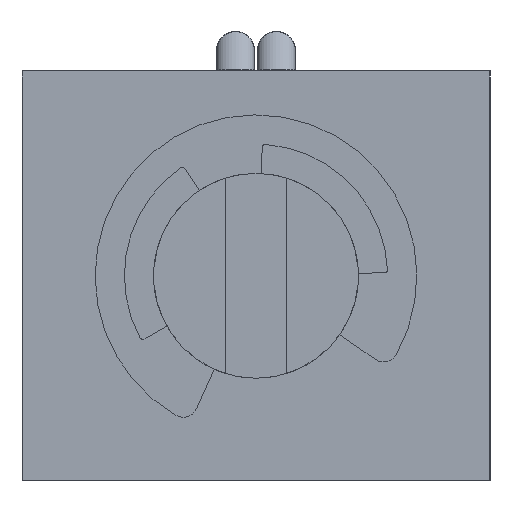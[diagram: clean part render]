
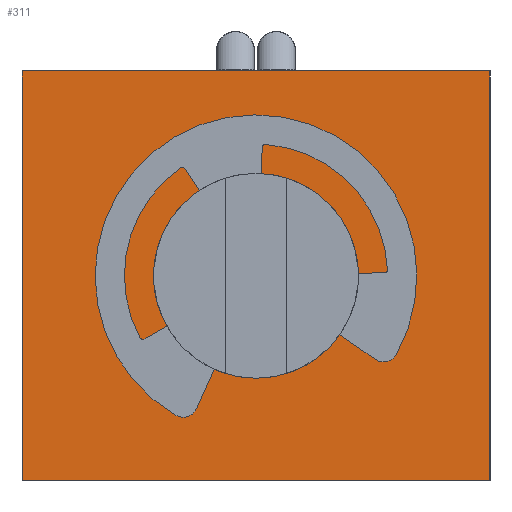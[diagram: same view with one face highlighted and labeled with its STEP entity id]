
A CAD part, left-side view. The second image highlights one B-rep face of the part: STEP entity #311.
In plain terms, the highlighted planar face has unit normal (-1, 0, 0).
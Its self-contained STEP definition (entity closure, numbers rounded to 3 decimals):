
#311 = ADVANCED_FACE( '', ( #600, #601 ), #602, .F. );
#600 = FACE_BOUND( '', #874, .T. );
#601 = FACE_OUTER_BOUND( '', #875, .T. );
#602 = PLANE( '', #876 );
#874 = EDGE_LOOP( '', ( #1364 ) );
#875 = EDGE_LOOP( '', ( #1365, #1366, #1367, #1368 ) );
#876 = AXIS2_PLACEMENT_3D( '', #1369, #1370, #1371 );
#1364 = ORIENTED_EDGE( '', *, *, #1645, .T. );
#1365 = ORIENTED_EDGE( '', *, *, #1593, .T. );
#1366 = ORIENTED_EDGE( '', *, *, #1628, .F. );
#1367 = ORIENTED_EDGE( '', *, *, #1514, .F. );
#1368 = ORIENTED_EDGE( '', *, *, #1521, .T. );
#1369 = CARTESIAN_POINT( '', ( -15.1, 16., -7. ) );
#1370 = DIRECTION( '', ( 1., 0., 0. ) );
#1371 = DIRECTION( '', ( 0., 0., -1. ) );
#1514 = EDGE_CURVE( '', #1746, #1748, #1749, .T. );
#1521 = EDGE_CURVE( '', #1746, #1758, #1760, .T. );
#1593 = EDGE_CURVE( '', #1758, #1869, #1871, .T. );
#1628 = EDGE_CURVE( '', #1748, #1869, #1919, .T. );
#1645 = EDGE_CURVE( '', #1941, #1941, #1942, .T. );
#1746 = VERTEX_POINT( '', #2058 );
#1748 = VERTEX_POINT( '', #2061 );
#1749 = LINE( '', #2062, #2063 );
#1758 = VERTEX_POINT( '', #2073 );
#1760 = LINE( '', #2076, #2077 );
#1869 = VERTEX_POINT( '', #2314 );
#1871 = LINE( '', #2317, #2318 );
#1919 = LINE( '', #2402, #2403 );
#1941 = VERTEX_POINT( '', #2427 );
#1942 = CIRCLE( '', #2428, 3.5 );
#2058 = CARTESIAN_POINT( '', ( -15.1, 16., -7. ) );
#2061 = CARTESIAN_POINT( '', ( -15.1, 16., 7. ) );
#2062 = CARTESIAN_POINT( '', ( -15.1, 16., -7. ) );
#2063 = VECTOR( '', #2537, 1000. );
#2073 = CARTESIAN_POINT( '', ( -15.1, 0., -7. ) );
#2076 = CARTESIAN_POINT( '', ( -15.1, 16., -7. ) );
#2077 = VECTOR( '', #2546, 1000. );
#2314 = CARTESIAN_POINT( '', ( -15.1, 0., 7. ) );
#2317 = CARTESIAN_POINT( '', ( -15.1, 0., -7. ) );
#2318 = VECTOR( '', #2639, 1000. );
#2402 = CARTESIAN_POINT( '', ( -15.1, 16., 7. ) );
#2403 = VECTOR( '', #2674, 1000. );
#2427 = CARTESIAN_POINT( '', ( -15.1, 8., -3.5 ) );
#2428 = AXIS2_PLACEMENT_3D( '', #2695, #2696, #2697 );
#2537 = DIRECTION( '', ( 0., 0., 1. ) );
#2546 = DIRECTION( '', ( 0., -1., 0. ) );
#2639 = DIRECTION( '', ( 0., 0., 1. ) );
#2674 = DIRECTION( '', ( 0., -1., 0. ) );
#2695 = CARTESIAN_POINT( '', ( -15.1, 8., 0. ) );
#2696 = DIRECTION( '', ( 1., 0., 0. ) );
#2697 = DIRECTION( '', ( 0., 0., -1. ) );
